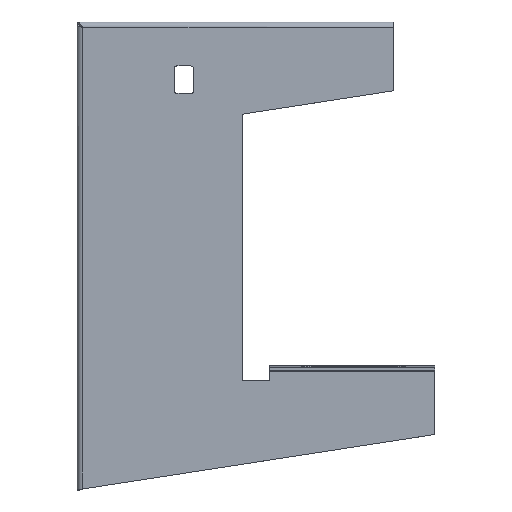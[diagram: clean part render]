
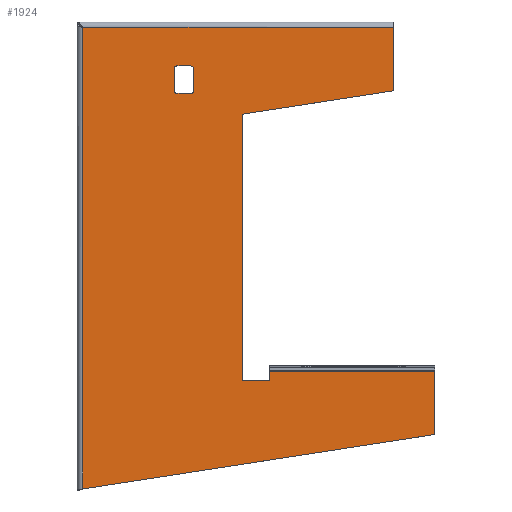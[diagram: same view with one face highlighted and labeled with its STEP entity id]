
A CAD part, top view. The second image highlights one B-rep face of the part: STEP entity #1924.
In plain terms, the highlighted planar face has unit normal (0, 0, 1).
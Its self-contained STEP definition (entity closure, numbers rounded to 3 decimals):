
#10 = VECTOR ( 'NONE', #1906, 1000. ) ;
#44 = ORIENTED_EDGE ( 'NONE', *, *, #1430, .T. ) ;
#48 = CARTESIAN_POINT ( 'NONE',  ( -17.75, 108., 0. ) ) ;
#73 = CARTESIAN_POINT ( 'NONE',  ( -18.75, 99., 0. ) ) ;
#90 = VERTEX_POINT ( 'NONE', #2291 ) ;
#113 = CARTESIAN_POINT ( 'NONE',  ( 10., -5.536, 0. ) ) ;
#114 = VECTOR ( 'NONE', #2045, 1000. ) ;
#134 = ORIENTED_EDGE ( 'NONE', *, *, #2752, .F. ) ;
#144 = VERTEX_POINT ( 'NONE', #823 ) ;
#156 = CARTESIAN_POINT ( 'NONE',  ( 55., 123., 0. ) ) ;
#191 = ORIENTED_EDGE ( 'NONE', *, *, #310, .T. ) ;
#193 = AXIS2_PLACEMENT_3D ( 'NONE', #2344, #2173, #2616 ) ;
#209 = CARTESIAN_POINT ( 'NONE',  ( 55., 123., 0. ) ) ;
#230 = DIRECTION ( 'NONE',  ( 1., 0., 0. ) ) ;
#242 = LINE ( 'NONE', #662, #313 ) ;
#284 = VERTEX_POINT ( 'NONE', #1137 ) ;
#287 = EDGE_CURVE ( 'NONE', #284, #537, #2855, .T. ) ;
#306 = EDGE_CURVE ( 'NONE', #1748, #1097, #2250, .T. ) ;
#310 = EDGE_CURVE ( 'NONE', #1610, #1097, #2470, .T. ) ;
#311 = DIRECTION ( 'NONE',  ( 1., 0., 0. ) ) ;
#313 = VECTOR ( 'NONE', #1547, 1000. ) ;
#316 = DIRECTION ( 'NONE',  ( 0.988, 0.153, 0. ) ) ;
#330 = EDGE_CURVE ( 'NONE', #1296, #2718, #242, .T. ) ;
#338 = DIRECTION ( 'NONE',  ( 0., -1., 0. ) ) ;
#355 = VECTOR ( 'NONE', #2589, 1000. ) ;
#356 = DIRECTION ( 'NONE',  ( 1., 0., 0. ) ) ;
#366 = EDGE_CURVE ( 'NONE', #2145, #537, #2708, .T. ) ;
#383 = FACE_OUTER_BOUND ( 'NONE', #1790, .T. ) ;
#432 = VECTOR ( 'NONE', #230, 1000. ) ;
#441 = DIRECTION ( 'NONE',  ( 0., 0., -1. ) ) ;
#442 = DIRECTION ( 'NONE',  ( 0., -1., 0. ) ) ;
#457 = DIRECTION ( 'NONE',  ( 0., 1., 0. ) ) ;
#470 = CARTESIAN_POINT ( 'NONE',  ( 70., 0., 0. ) ) ;
#505 = LINE ( 'NONE', #2702, #2094 ) ;
#537 = VERTEX_POINT ( 'NONE', #2022 ) ;
#545 = DIRECTION ( 'NONE',  ( 0., 1., 0. ) ) ;
#548 = CIRCLE ( 'NONE', #1196, 1. ) ;
#563 = CARTESIAN_POINT ( 'NONE',  ( -23.75, 100., 0. ) ) ;
#574 = DIRECTION ( 'NONE',  ( 0., 0., 1. ) ) ;
#586 = EDGE_CURVE ( 'NONE', #144, #90, #828, .T. ) ;
#619 = CARTESIAN_POINT ( 'NONE',  ( 0., 91.486, 0. ) ) ;
#631 = LINE ( 'NONE', #2196, #1798 ) ;
#662 = CARTESIAN_POINT ( 'NONE',  ( -58., 123., 0. ) ) ;
#677 = CARTESIAN_POINT ( 'NONE',  ( 10., -2.036, 0. ) ) ;
#725 = LINE ( 'NONE', #2308, #1586 ) ;
#730 = VECTOR ( 'NONE', #1701, 1000. ) ;
#735 = LINE ( 'NONE', #948, #114 ) ;
#748 = CARTESIAN_POINT ( 'NONE',  ( 55., 100., 0. ) ) ;
#786 = AXIS2_PLACEMENT_3D ( 'NONE', #1704, #441, #2389 ) ;
#800 = CARTESIAN_POINT ( 'NONE',  ( -24.75, 108., 0. ) ) ;
#803 = LINE ( 'NONE', #2144, #1760 ) ;
#823 = CARTESIAN_POINT ( 'NONE',  ( 0., -5.536, 0. ) ) ;
#828 = LINE ( 'NONE', #619, #730 ) ;
#844 = AXIS2_PLACEMENT_3D ( 'NONE', #1876, #574, #311 ) ;
#882 = CARTESIAN_POINT ( 'NONE',  ( -18.75, 100., 0. ) ) ;
#943 = ORIENTED_EDGE ( 'NONE', *, *, #366, .F. ) ;
#948 = CARTESIAN_POINT ( 'NONE',  ( 55., 125., 0. ) ) ;
#954 = VECTOR ( 'NONE', #2749, 1000. ) ;
#958 = ORIENTED_EDGE ( 'NONE', *, *, #2486, .F. ) ;
#985 = CARTESIAN_POINT ( 'NONE',  ( 55., 100., 0. ) ) ;
#1011 = LINE ( 'NONE', #2345, #1947 ) ;
#1024 = LINE ( 'NONE', #1668, #10 ) ;
#1053 = EDGE_CURVE ( 'NONE', #1805, #2691, #735, .T. ) ;
#1065 = LINE ( 'NONE', #156, #355 ) ;
#1086 = ORIENTED_EDGE ( 'NONE', *, *, #330, .T. ) ;
#1088 = DIRECTION ( 'NONE',  ( 1., 0., 0. ) ) ;
#1097 = VERTEX_POINT ( 'NONE', #2269 ) ;
#1107 = EDGE_CURVE ( 'NONE', #2718, #1610, #505, .T. ) ;
#1137 = CARTESIAN_POINT ( 'NONE',  ( -17.75, 108., 0. ) ) ;
#1142 = CARTESIAN_POINT ( 'NONE',  ( -24.75, 100., 0. ) ) ;
#1173 = VECTOR ( 'NONE', #442, 1000. ) ;
#1196 = AXIS2_PLACEMENT_3D ( 'NONE', #563, #2777, #1648 ) ;
#1223 = VERTEX_POINT ( 'NONE', #2673 ) ;
#1270 = ORIENTED_EDGE ( 'NONE', *, *, #1894, .T. ) ;
#1280 = VERTEX_POINT ( 'NONE', #113 ) ;
#1296 = VERTEX_POINT ( 'NONE', #2376 ) ;
#1329 = EDGE_CURVE ( 'NONE', #1280, #1748, #803, .T. ) ;
#1332 = ORIENTED_EDGE ( 'NONE', *, *, #1329, .F. ) ;
#1340 = CARTESIAN_POINT ( 'NONE',  ( -58., -44.815, 0. ) ) ;
#1371 = EDGE_CURVE ( 'NONE', #1223, #2145, #1011, .T. ) ;
#1407 = ORIENTED_EDGE ( 'NONE', *, *, #2326, .F. ) ;
#1430 = EDGE_CURVE ( 'NONE', #2305, #284, #1546, .T. ) ;
#1469 = ORIENTED_EDGE ( 'NONE', *, *, #287, .T. ) ;
#1493 = ORIENTED_EDGE ( 'NONE', *, *, #2820, .F. ) ;
#1546 = CIRCLE ( 'NONE', #786, 1. ) ;
#1547 = DIRECTION ( 'NONE',  ( 0., -1., 0. ) ) ;
#1586 = VECTOR ( 'NONE', #338, 1000. ) ;
#1602 = CARTESIAN_POINT ( 'NONE',  ( -18.75, 109., 0. ) ) ;
#1610 = VERTEX_POINT ( 'NONE', #2561 ) ;
#1648 = DIRECTION ( 'NONE',  ( 1., 0., 0. ) ) ;
#1668 = CARTESIAN_POINT ( 'NONE',  ( 0., -5.536, 0. ) ) ;
#1679 = ORIENTED_EDGE ( 'NONE', *, *, #1859, .T. ) ;
#1701 = DIRECTION ( 'NONE',  ( 0., 1., 0. ) ) ;
#1704 = CARTESIAN_POINT ( 'NONE',  ( -18.75, 108., 0. ) ) ;
#1718 = FACE_BOUND ( 'NONE', #2049, .T. ) ;
#1748 = VERTEX_POINT ( 'NONE', #677 ) ;
#1760 = VECTOR ( 'NONE', #545, 1000. ) ;
#1790 = EDGE_LOOP ( 'NONE', ( #1493, #2065, #1679, #2252, #1270, #1086, #2500, #191, #1903, #1332 ) ) ;
#1798 = VECTOR ( 'NONE', #1088, 1000. ) ;
#1805 = VERTEX_POINT ( 'NONE', #748 ) ;
#1854 = LINE ( 'NONE', #985, #954 ) ;
#1859 = EDGE_CURVE ( 'NONE', #90, #1805, #1854, .T. ) ;
#1876 = CARTESIAN_POINT ( 'NONE',  ( -23.75, 108., 0. ) ) ;
#1894 = EDGE_CURVE ( 'NONE', #2691, #1296, #1065, .T. ) ;
#1903 = ORIENTED_EDGE ( 'NONE', *, *, #306, .F. ) ;
#1906 = DIRECTION ( 'NONE',  ( 1., 0., 0. ) ) ;
#1924 = ADVANCED_FACE ( 'NONE', ( #383, #1718 ), #2388, .T. ) ;
#1947 = VECTOR ( 'NONE', #356, 1000. ) ;
#1980 = EDGE_CURVE ( 'NONE', #2551, #2305, #631, .T. ) ;
#1992 = CARTESIAN_POINT ( 'NONE',  ( 10., -2.036, 0. ) ) ;
#2022 = CARTESIAN_POINT ( 'NONE',  ( -17.75, 100., 0. ) ) ;
#2045 = DIRECTION ( 'NONE',  ( 0., 1., 0. ) ) ;
#2049 = EDGE_LOOP ( 'NONE', ( #2472, #44, #1469, #943, #2104, #1407, #958, #134 ) ) ;
#2065 = ORIENTED_EDGE ( 'NONE', *, *, #586, .T. ) ;
#2069 = CARTESIAN_POINT ( 'NONE',  ( -23.75, 109., 0. ) ) ;
#2091 = CIRCLE ( 'NONE', #844, 1. ) ;
#2094 = VECTOR ( 'NONE', #316, 1000. ) ;
#2104 = ORIENTED_EDGE ( 'NONE', *, *, #1371, .F. ) ;
#2144 = CARTESIAN_POINT ( 'NONE',  ( 10., -5.536, 0. ) ) ;
#2145 = VERTEX_POINT ( 'NONE', #73 ) ;
#2173 = DIRECTION ( 'NONE',  ( 0., 0., 1. ) ) ;
#2189 = DIRECTION ( 'NONE',  ( 0., 0., 1. ) ) ;
#2196 = CARTESIAN_POINT ( 'NONE',  ( -23.75, 109., 0. ) ) ;
#2210 = VERTEX_POINT ( 'NONE', #1142 ) ;
#2250 = LINE ( 'NONE', #1992, #432 ) ;
#2252 = ORIENTED_EDGE ( 'NONE', *, *, #1053, .T. ) ;
#2269 = CARTESIAN_POINT ( 'NONE',  ( 70., -2.036, 0. ) ) ;
#2291 = CARTESIAN_POINT ( 'NONE',  ( 0., 91.486, 0. ) ) ;
#2305 = VERTEX_POINT ( 'NONE', #1602 ) ;
#2308 = CARTESIAN_POINT ( 'NONE',  ( -24.75, 108., 0. ) ) ;
#2326 = EDGE_CURVE ( 'NONE', #2210, #1223, #548, .T. ) ;
#2342 = AXIS2_PLACEMENT_3D ( 'NONE', #882, #2189, #2645 ) ;
#2344 = CARTESIAN_POINT ( 'NONE',  ( 0., 0., 0. ) ) ;
#2345 = CARTESIAN_POINT ( 'NONE',  ( -23.75, 99., 0. ) ) ;
#2376 = CARTESIAN_POINT ( 'NONE',  ( -58., 123., 0. ) ) ;
#2388 = PLANE ( 'NONE',  #193 ) ;
#2389 = DIRECTION ( 'NONE',  ( 1., 0., 0. ) ) ;
#2440 = VECTOR ( 'NONE', #457, 1000. ) ;
#2470 = LINE ( 'NONE', #470, #2440 ) ;
#2472 = ORIENTED_EDGE ( 'NONE', *, *, #1980, .T. ) ;
#2486 = EDGE_CURVE ( 'NONE', #2805, #2210, #725, .T. ) ;
#2500 = ORIENTED_EDGE ( 'NONE', *, *, #1107, .T. ) ;
#2551 = VERTEX_POINT ( 'NONE', #2069 ) ;
#2561 = CARTESIAN_POINT ( 'NONE',  ( 70., -25., 0. ) ) ;
#2589 = DIRECTION ( 'NONE',  ( -1., 0., 0. ) ) ;
#2616 = DIRECTION ( 'NONE',  ( 1., 0., 0. ) ) ;
#2645 = DIRECTION ( 'NONE',  ( 1., 0., 0. ) ) ;
#2673 = CARTESIAN_POINT ( 'NONE',  ( -23.75, 99., 0. ) ) ;
#2691 = VERTEX_POINT ( 'NONE', #209 ) ;
#2702 = CARTESIAN_POINT ( 'NONE',  ( 70., -25., 0. ) ) ;
#2708 = CIRCLE ( 'NONE', #2342, 1. ) ;
#2718 = VERTEX_POINT ( 'NONE', #1340 ) ;
#2749 = DIRECTION ( 'NONE',  ( 0.988, 0.153, 0. ) ) ;
#2752 = EDGE_CURVE ( 'NONE', #2551, #2805, #2091, .T. ) ;
#2777 = DIRECTION ( 'NONE',  ( 0., 0., 1. ) ) ;
#2805 = VERTEX_POINT ( 'NONE', #800 ) ;
#2820 = EDGE_CURVE ( 'NONE', #144, #1280, #1024, .T. ) ;
#2855 = LINE ( 'NONE', #48, #1173 ) ;
